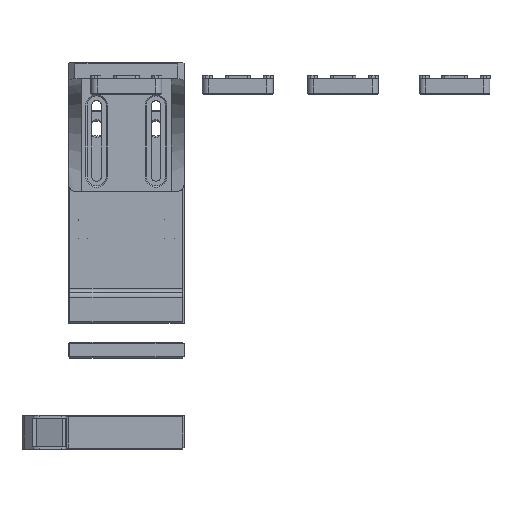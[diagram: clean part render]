
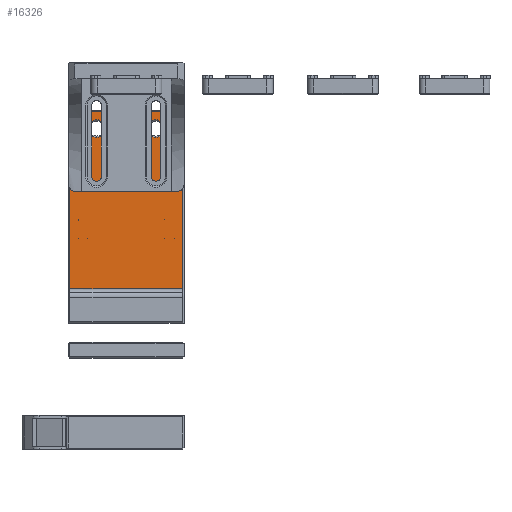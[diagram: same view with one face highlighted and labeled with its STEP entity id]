
A CAD part, top view. The second image highlights one B-rep face of the part: STEP entity #16326.
In plain terms, the highlighted planar face has unit normal (0, 0, 1).
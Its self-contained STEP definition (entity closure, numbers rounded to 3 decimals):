
#32=B_SPLINE_CURVE_WITH_KNOTS('',3,(#26582,#26583,#26584,#26585),
 .UNSPECIFIED.,.F.,.F.,(4,4),(0.24,3.786),
 .UNSPECIFIED.);
#198=FACE_BOUND('',#2618,.T.);
#199=FACE_BOUND('',#2619,.T.);
#200=FACE_BOUND('',#2620,.T.);
#201=FACE_BOUND('',#2621,.T.);
#820=PLANE('',#17594);
#1669=FACE_OUTER_BOUND('',#2617,.T.);
#2617=EDGE_LOOP('',(#15074,#15075,#15076,#15077,#15078,#15079));
#2618=EDGE_LOOP('',(#15080));
#2619=EDGE_LOOP('',(#15081,#15082,#15083,#15084,#15085,#15086));
#2620=EDGE_LOOP('',(#15087,#15088,#15089,#15090,#15091));
#2621=EDGE_LOOP('',(#15092));
#4503=LINE('',#26580,#6415);
#4504=LINE('',#26587,#6416);
#4505=LINE('',#26591,#6417);
#4506=LINE('',#26597,#6418);
#4507=LINE('',#26598,#6419);
#4508=LINE('',#26600,#6420);
#4509=LINE('',#26602,#6421);
#4510=LINE('',#26604,#6422);
#4511=LINE('',#26605,#6423);
#4512=LINE('',#26608,#6424);
#4513=LINE('',#26610,#6425);
#4514=LINE('',#26612,#6426);
#4515=LINE('',#26614,#6427);
#4516=LINE('',#26615,#6428);
#6415=VECTOR('',#21856,10.);
#6416=VECTOR('',#21857,10.);
#6417=VECTOR('',#21860,10.);
#6418=VECTOR('',#21865,10.);
#6419=VECTOR('',#21866,10.);
#6420=VECTOR('',#21867,10.);
#6421=VECTOR('',#21868,10.);
#6422=VECTOR('',#21869,10.);
#6423=VECTOR('',#21870,10.);
#6424=VECTOR('',#21871,10.);
#6425=VECTOR('',#21872,10.);
#6426=VECTOR('',#21873,10.);
#6427=VECTOR('',#21874,10.);
#6428=VECTOR('',#21875,10.);
#6881=CIRCLE('',#17592,2.75);
#6883=CIRCLE('',#17595,4.6);
#6884=CIRCLE('',#17596,4.6);
#6885=CIRCLE('',#17597,2.75);
#8322=VERTEX_POINT('',#26572);
#8324=VERTEX_POINT('',#26578);
#8325=VERTEX_POINT('',#26579);
#8326=VERTEX_POINT('',#26581);
#8327=VERTEX_POINT('',#26586);
#8328=VERTEX_POINT('',#26588);
#8329=VERTEX_POINT('',#26590);
#8330=VERTEX_POINT('',#26593);
#8331=VERTEX_POINT('',#26595);
#8332=VERTEX_POINT('',#26596);
#8333=VERTEX_POINT('',#26599);
#8334=VERTEX_POINT('',#26601);
#8335=VERTEX_POINT('',#26603);
#8336=VERTEX_POINT('',#26606);
#8337=VERTEX_POINT('',#26607);
#8338=VERTEX_POINT('',#26609);
#8339=VERTEX_POINT('',#26611);
#8340=VERTEX_POINT('',#26613);
#10579=EDGE_CURVE('',#8322,#8322,#6881,.T.);
#10582=EDGE_CURVE('',#8324,#8325,#4503,.T.);
#10583=EDGE_CURVE('',#8326,#8324,#32,.T.);
#10584=EDGE_CURVE('',#8327,#8326,#4504,.T.);
#10585=EDGE_CURVE('',#8328,#8327,#6883,.T.);
#10586=EDGE_CURVE('',#8329,#8328,#4505,.T.);
#10587=EDGE_CURVE('',#8325,#8329,#6884,.T.);
#10588=EDGE_CURVE('',#8330,#8330,#6885,.T.);
#10589=EDGE_CURVE('',#8331,#8332,#4506,.T.);
#10590=EDGE_CURVE('',#8331,#8332,#4507,.T.);
#10591=EDGE_CURVE('',#8333,#8331,#4508,.T.);
#10592=EDGE_CURVE('',#8334,#8333,#4509,.T.);
#10593=EDGE_CURVE('',#8335,#8334,#4510,.T.);
#10594=EDGE_CURVE('',#8331,#8335,#4511,.T.);
#10595=EDGE_CURVE('',#8336,#8337,#4512,.T.);
#10596=EDGE_CURVE('',#8338,#8336,#4513,.T.);
#10597=EDGE_CURVE('',#8339,#8338,#4514,.T.);
#10598=EDGE_CURVE('',#8340,#8339,#4515,.T.);
#10599=EDGE_CURVE('',#8337,#8340,#4516,.T.);
#15074=ORIENTED_EDGE('',*,*,#10582,.F.);
#15075=ORIENTED_EDGE('',*,*,#10583,.F.);
#15076=ORIENTED_EDGE('',*,*,#10584,.F.);
#15077=ORIENTED_EDGE('',*,*,#10585,.F.);
#15078=ORIENTED_EDGE('',*,*,#10586,.F.);
#15079=ORIENTED_EDGE('',*,*,#10587,.F.);
#15080=ORIENTED_EDGE('',*,*,#10588,.F.);
#15081=ORIENTED_EDGE('',*,*,#10589,.T.);
#15082=ORIENTED_EDGE('',*,*,#10590,.F.);
#15083=ORIENTED_EDGE('',*,*,#10591,.F.);
#15084=ORIENTED_EDGE('',*,*,#10592,.F.);
#15085=ORIENTED_EDGE('',*,*,#10593,.F.);
#15086=ORIENTED_EDGE('',*,*,#10594,.F.);
#15087=ORIENTED_EDGE('',*,*,#10595,.F.);
#15088=ORIENTED_EDGE('',*,*,#10596,.F.);
#15089=ORIENTED_EDGE('',*,*,#10597,.F.);
#15090=ORIENTED_EDGE('',*,*,#10598,.F.);
#15091=ORIENTED_EDGE('',*,*,#10599,.F.);
#15092=ORIENTED_EDGE('',*,*,#10579,.F.);
#16326=ADVANCED_FACE('',(#1669,#198,#199,#200,#201),#820,.T.);
#17592=AXIS2_PLACEMENT_3D('',#26573,#21849,#21850);
#17594=AXIS2_PLACEMENT_3D('',#26577,#21854,#21855);
#17595=AXIS2_PLACEMENT_3D('',#26589,#21858,#21859);
#17596=AXIS2_PLACEMENT_3D('',#26592,#21861,#21862);
#17597=AXIS2_PLACEMENT_3D('',#26594,#21863,#21864);
#21849=DIRECTION('center_axis',(0.,0.,
1.));
#21850=DIRECTION('ref_axis',(0.,1.,0.));
#21854=DIRECTION('center_axis',(0.,0.,
1.));
#21855=DIRECTION('ref_axis',(0.,1.,0.));
#21856=DIRECTION('',(0.,1.,0.));
#21857=DIRECTION('',(0.,-1.,0.));
#21858=DIRECTION('center_axis',(0.,0.,
-1.));
#21859=DIRECTION('ref_axis',(0.707,0.707,0.));
#21860=DIRECTION('',(1.,0.,0.));
#21861=DIRECTION('center_axis',(0.,0.,
-1.));
#21862=DIRECTION('ref_axis',(-0.707,0.707,0.));
#21863=DIRECTION('center_axis',(0.,0.,
1.));
#21864=DIRECTION('ref_axis',(0.,1.,0.));
#21865=DIRECTION('',(0.,1.,0.));
#21866=DIRECTION('',(0.,1.,0.));
#21867=DIRECTION('',(0.,1.,0.));
#21868=DIRECTION('',(-1.,0.,0.));
#21869=DIRECTION('',(1.,0.,0.));
#21870=DIRECTION('',(0.,-1.,0.));
#21871=DIRECTION('',(0.,-1.,0.));
#21872=DIRECTION('',(0.,1.,0.));
#21873=DIRECTION('',(-1.,0.,0.));
#21874=DIRECTION('',(0.,1.,0.));
#21875=DIRECTION('',(1.,0.,0.));
#26572=CARTESIAN_POINT('',(119.314,329.639,-2.5));
#26573=CARTESIAN_POINT('Origin',(119.314,332.389,-2.5));
#26577=CARTESIAN_POINT('Origin',(145.255,296.285,-2.5));
#26578=CARTESIAN_POINT('',(110.9,282.177,-2.5));
#26579=CARTESIAN_POINT('',(110.9,333.029,-2.5));
#26580=CARTESIAN_POINT('',(110.9,309.471,-2.5));
#26581=CARTESIAN_POINT('',(146.355,282.177,-2.5));
#26582=CARTESIAN_POINT('Ctrl Pts',(146.355,282.177,-2.5));
#26583=CARTESIAN_POINT('Ctrl Pts',(134.537,282.177,-2.5));
#26584=CARTESIAN_POINT('Ctrl Pts',(122.718,282.177,-2.5));
#26585=CARTESIAN_POINT('Ctrl Pts',(110.9,282.177,-2.5));
#26586=CARTESIAN_POINT('',(146.355,333.029,-2.5));
#26587=CARTESIAN_POINT('',(146.355,309.471,-2.5));
#26588=CARTESIAN_POINT('',(141.755,337.629,-2.5));
#26589=CARTESIAN_POINT('Origin',(141.755,333.029,-2.5));
#26590=CARTESIAN_POINT('',(115.5,337.629,-2.5));
#26591=CARTESIAN_POINT('',(136.941,337.629,-2.5));
#26592=CARTESIAN_POINT('Origin',(115.5,333.029,-2.5));
#26593=CARTESIAN_POINT('',(137.941,329.639,-2.5));
#26594=CARTESIAN_POINT('Origin',(137.941,332.389,-2.5));
#26595=CARTESIAN_POINT('',(113.489,303.705,-2.5));
#26596=CARTESIAN_POINT('',(113.489,303.95,-2.5));
#26597=CARTESIAN_POINT('',(113.489,303.95,-2.5));
#26598=CARTESIAN_POINT('',(113.489,303.95,-2.5));
#26599=CARTESIAN_POINT('',(113.489,297.75,-2.5));
#26600=CARTESIAN_POINT('',(113.489,303.95,-2.5));
#26601=CARTESIAN_POINT('',(116.511,297.75,-2.5));
#26602=CARTESIAN_POINT('',(129.628,297.75,-2.5));
#26603=CARTESIAN_POINT('',(113.489,297.749,-2.5));
#26604=CARTESIAN_POINT('',(120.564,297.749,-2.5));
#26605=CARTESIAN_POINT('',(113.489,300.85,-2.5));
#26606=CARTESIAN_POINT('',(140.744,303.95,-2.5));
#26607=CARTESIAN_POINT('',(140.744,297.749,-2.5));
#26608=CARTESIAN_POINT('',(140.744,300.85,-2.5));
#26609=CARTESIAN_POINT('',(140.744,297.75,-2.5));
#26610=CARTESIAN_POINT('',(140.744,303.95,-2.5));
#26611=CARTESIAN_POINT('',(143.766,297.75,-2.5));
#26612=CARTESIAN_POINT('',(129.628,297.75,-2.5));
#26613=CARTESIAN_POINT('',(143.766,297.749,-2.5));
#26614=CARTESIAN_POINT('',(143.766,300.85,-2.5));
#26615=CARTESIAN_POINT('',(120.564,297.749,-2.5));
